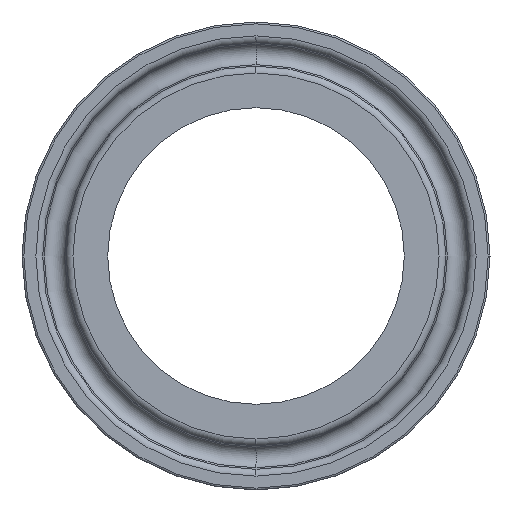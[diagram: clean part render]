
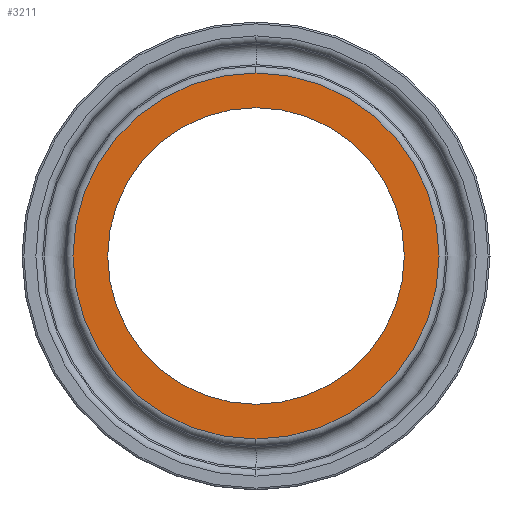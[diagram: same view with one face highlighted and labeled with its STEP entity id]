
A CAD part, left-side view. The second image highlights one B-rep face of the part: STEP entity #3211.
In plain terms, the highlighted planar face has unit normal (-1, 0, 0).
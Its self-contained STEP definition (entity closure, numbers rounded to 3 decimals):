
#315 = AXIS2_PLACEMENT_3D ( 'NONE', #5303, #6757, #9005 ) ;
#859 = CARTESIAN_POINT ( 'NONE',  ( 0., 0., 0. ) ) ;
#2032 = EDGE_CURVE ( 'NONE', #9642, #10040, #7266, .T. ) ;
#2355 = AXIS2_PLACEMENT_3D ( 'NONE', #4976, #6430, #3767 ) ;
#2722 = FACE_BOUND ( 'NONE', #14620, .T. ) ;
#2900 = VERTEX_POINT ( 'NONE', #8717 ) ;
#3211 = ADVANCED_FACE ( 'NONE', ( #2722, #10049 ), #10207, .F. ) ;
#3217 = ORIENTED_EDGE ( 'NONE', *, *, #12281, .T. ) ;
#3437 = DIRECTION ( 'NONE',  ( -1., 0., 0. ) ) ;
#3714 = CARTESIAN_POINT ( 'NONE',  ( 0., 0., -16. ) ) ;
#3767 = DIRECTION ( 'NONE',  ( 0., 0., -1. ) ) ;
#4003 = CARTESIAN_POINT ( 'NONE',  ( 0., 0., 0. ) ) ;
#4976 = CARTESIAN_POINT ( 'NONE',  ( 0., 25.05, 0. ) ) ;
#5303 = CARTESIAN_POINT ( 'NONE',  ( 0., 0., 0. ) ) ;
#6069 = ORIENTED_EDGE ( 'NONE', *, *, #8719, .F. ) ;
#6382 = CIRCLE ( 'NONE', #6646, 19.747 ) ;
#6430 = DIRECTION ( 'NONE',  ( 1., 0., 0. ) ) ;
#6646 = AXIS2_PLACEMENT_3D ( 'NONE', #4003, #11226, #13784 ) ;
#6757 = DIRECTION ( 'NONE',  ( -1., 0., 0. ) ) ;
#6761 = CIRCLE ( 'NONE', #15704, 19.747 ) ;
#7266 = CIRCLE ( 'NONE', #315, 16. ) ;
#7885 = EDGE_LOOP ( 'NONE', ( #12214, #3217 ) ) ;
#8717 = CARTESIAN_POINT ( 'NONE',  ( 0., 0., -19.747 ) ) ;
#8719 = EDGE_CURVE ( 'NONE', #10040, #9642, #11907, .T. ) ;
#9005 = DIRECTION ( 'NONE',  ( 0., 0., 1. ) ) ;
#9013 = EDGE_CURVE ( 'NONE', #9545, #2900, #6761, .T. ) ;
#9545 = VERTEX_POINT ( 'NONE', #9911 ) ;
#9642 = VERTEX_POINT ( 'NONE', #3714 ) ;
#9911 = CARTESIAN_POINT ( 'NONE',  ( 0., 0., 19.747 ) ) ;
#10040 = VERTEX_POINT ( 'NONE', #11554 ) ;
#10049 = FACE_OUTER_BOUND ( 'NONE', #7885, .T. ) ;
#10207 = PLANE ( 'NONE',  #2355 ) ;
#11226 = DIRECTION ( 'NONE',  ( -1., 0., 0. ) ) ;
#11554 = CARTESIAN_POINT ( 'NONE',  ( 0., 0., 16. ) ) ;
#11907 = CIRCLE ( 'NONE', #14687, 16. ) ;
#12214 = ORIENTED_EDGE ( 'NONE', *, *, #9013, .T. ) ;
#12281 = EDGE_CURVE ( 'NONE', #2900, #9545, #6382, .T. ) ;
#12679 = DIRECTION ( 'NONE',  ( 0., 0., 1. ) ) ;
#12705 = ORIENTED_EDGE ( 'NONE', *, *, #2032, .F. ) ;
#12837 = DIRECTION ( 'NONE',  ( -1., 0., 0. ) ) ;
#13238 = DIRECTION ( 'NONE',  ( 0., 0., 1. ) ) ;
#13784 = DIRECTION ( 'NONE',  ( 0., 0., 1. ) ) ;
#14029 = CARTESIAN_POINT ( 'NONE',  ( 0., 0., 0. ) ) ;
#14620 = EDGE_LOOP ( 'NONE', ( #6069, #12705 ) ) ;
#14687 = AXIS2_PLACEMENT_3D ( 'NONE', #14029, #12837, #12679 ) ;
#15704 = AXIS2_PLACEMENT_3D ( 'NONE', #859, #3437, #13238 ) ;
